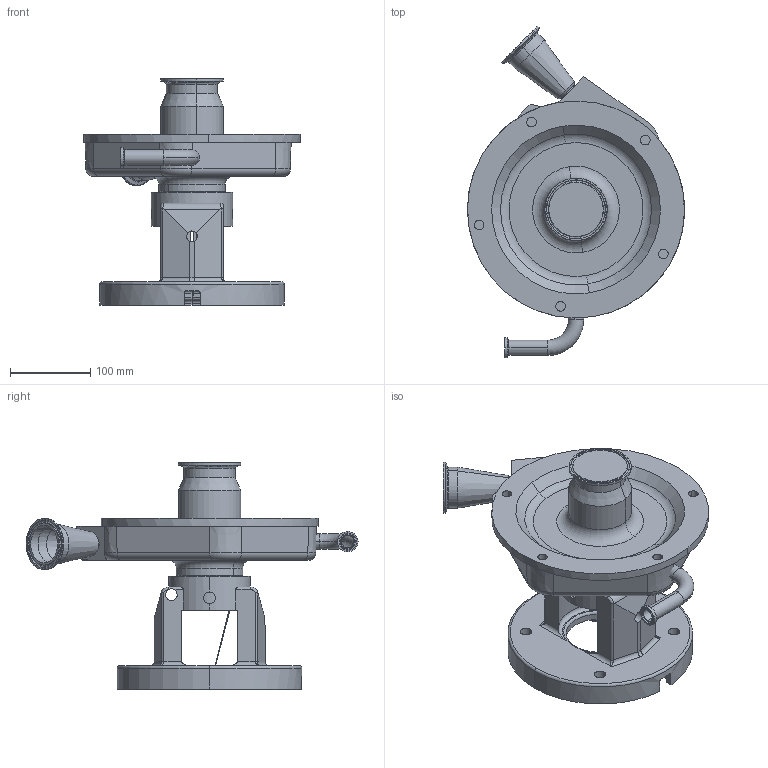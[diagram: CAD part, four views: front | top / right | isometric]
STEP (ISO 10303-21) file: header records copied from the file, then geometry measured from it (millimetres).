
FILE_DESCRIPTION (( 'STEP AP214' ), '1' );
FILE_NAME ('FPX 741-742 180TC 45L 3-4 In ELBOW LEFT.STEP', '2022-12-16T17:52:31', ( '' ), ( '' ), 'SwSTEP 2.0', 'SolidWorks 2021', '' );
FILE_SCHEMA (( 'AUTOMOTIVE_DESIGN' ));
Length unit declared in the file: millimetre
Products named in the file (3): FPX 740 180TC 45L 3-4 In ELBOW LEFT^1275000080.STEP; FPX 741-742 180TC 45L 3-4 In ELBOW LEFT; 1605000095.STEP
Assembly tree (2 placements, depth 2):
  FPX 741-742 180TC 45L 3-4 In ELBOW LEFT
    FPX 740 180TC 45L 3-4 In ELBOW LEFT^1275000080.STEP
    1605000095.STEP
Bounding box: 269.96 x 413.06 x 281.5 mm (x, y, z)
Volume: 3827848.8 mm3; surface area: 490434.8 mm2
Topology: 2 solids, 3 shells, 390 faces, 942 edges, 555 vertices
Faces by surface type: cylinder 152, torus 104, plane 71, cone 41, bspline 13, sphere 9
Entity records: 18253 total; most frequent: CARTESIAN_POINT 8947, DIRECTION 2102, ORIENTED_EDGE 1864, EDGE_CURVE 932, AXIS2_PLACEMENT_3D 892, VERTEX_POINT 553, CIRCLE 510, EDGE_LOOP 423
